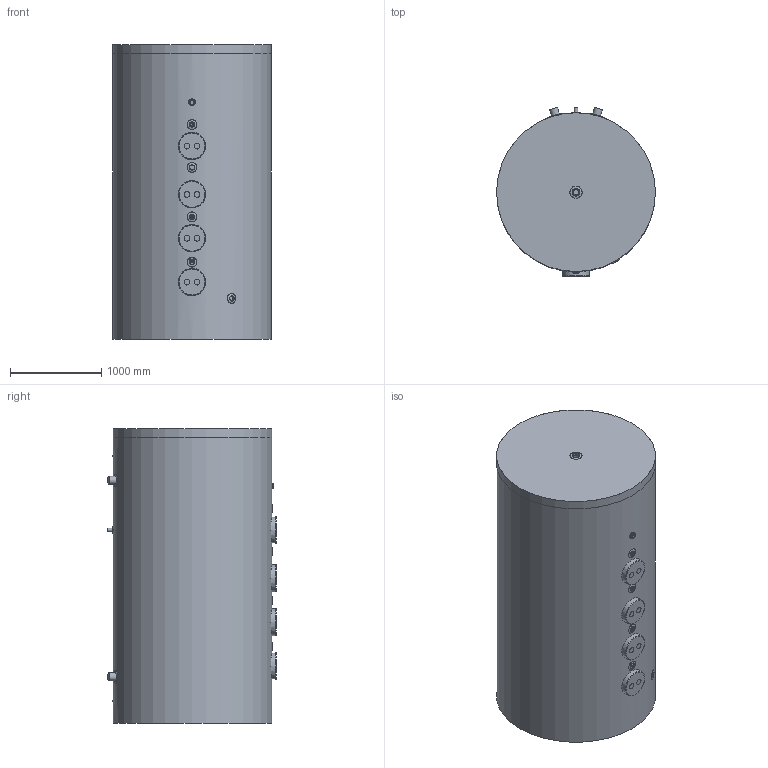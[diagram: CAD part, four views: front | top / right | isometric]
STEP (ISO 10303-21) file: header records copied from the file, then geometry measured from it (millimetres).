
FILE_DESCRIPTION(/* description */ (''),/* implementation_level */ '2;1');
FILE_NAME(/* name */ '3d_AL5000_R4_Cwhite-7845490.stp',/* time_stamp */ '2018-06-29T07:27:56+02:00',/* author */ ('Andrzej'),/* organization */ (''),/* preprocessor_version */ 'ST-DEVELOPER v16.13',/* originating_system */ 'AutoCAD Mechanical',/* authorisation */ '');
FILE_SCHEMA (('AUTOMOTIVE_DESIGN { 1 0 10303 214 3 1 1 }'));
Length unit declared in the file: millimetre
Products named in the file (1): Product
Bounding box: 1741 x 1850.1 x 3240 mm (x, y, z)
Volume: 7397421165.3 mm3; surface area: 66507164 mm2
Topology: 52 solids, 97 shells, 1361 faces, 2923 edges, 1945 vertices
Faces by surface type: plane 763, cylinder 370, torus 129, cone 63, bspline 30, sphere 6
Full cylindrical faces by diameter (mm): 0.5 x1, 3 x1, 4 x1, 5 x1, 6.8 x2, 7 x1, 10 x80, 11 x2, 11.5 x40, 16 x2, 17.2 x1, 20 x11, 22.9 x1, 23.9 x1, 24.4 x4, 30 x4, 33 x4, 33.7 x2, 36 x1, 38 x2, 39 x4, 40 x2, 42.4 x5, 43 x1, 44 x1, 48.3 x1, 51 x4, 54 x1, 55 x11, 56 x6
Entity records: 40021 total; most frequent: CARTESIAN_POINT 12031, DIRECTION 5924, ORIENTED_EDGE 4662, AXIS2_PLACEMENT_3D 2351, EDGE_CURVE 2329, EDGE_LOOP 2197, VERTEX_POINT 1822, FACE_OUTER_BOUND 1361
